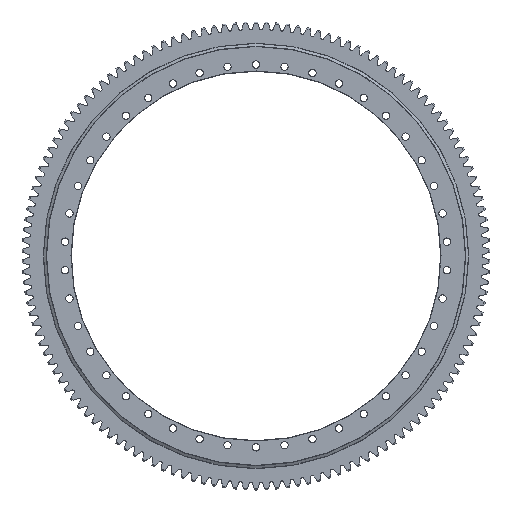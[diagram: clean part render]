
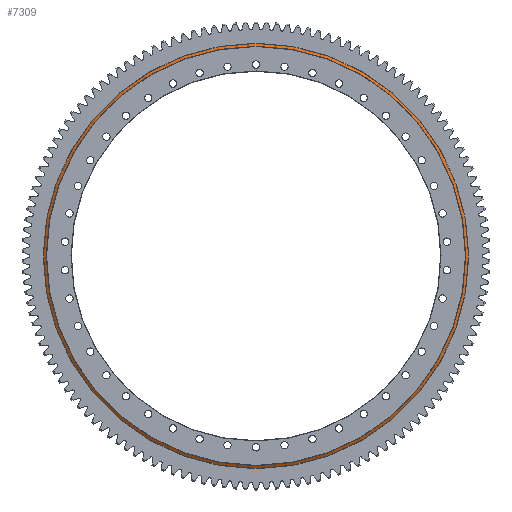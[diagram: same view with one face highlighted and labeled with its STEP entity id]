
A CAD part, top view. The second image highlights one B-rep face of the part: STEP entity #7309.
In plain terms, the highlighted conical face has half-angle 58.57 degrees and reference radius 627.5 mm.
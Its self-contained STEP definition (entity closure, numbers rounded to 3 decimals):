
#4905 = EDGE_LOOP ( 'NONE', ( #5088 ) ) ;
#5088 = ORIENTED_EDGE ( 'NONE', *, *, #23972, .T. ) ;
#7309 = ADVANCED_FACE ( 'NONE', ( #40796, #39363 ), #41510, .T. ) ;
#17292 = AXIS2_PLACEMENT_3D ( 'NONE', #24132, #38098, #33619 ) ;
#21448 = CIRCLE ( 'NONE', #46049, 635.044 ) ;
#23972 = EDGE_CURVE ( 'NONE', #47114, #47114, #45060, .T. ) ;
#24132 = CARTESIAN_POINT ( 'NONE',  ( 620.5, 2., 0. ) ) ;
#31098 = EDGE_CURVE ( 'NONE', #39941, #39941, #21448, .T. ) ;
#33619 = DIRECTION ( 'NONE',  ( 0., 0., -1. ) ) ;
#38098 = DIRECTION ( 'NONE',  ( 0., -1., 0. ) ) ;
#38513 = DIRECTION ( 'NONE',  ( 0., 0., -1. ) ) ;
#38900 = CARTESIAN_POINT ( 'NONE',  ( 620.5, -2.61, 0. ) ) ;
#39363 = FACE_BOUND ( 'NONE', #4905, .T. ) ;
#39941 = VERTEX_POINT ( 'NONE', #49217 ) ;
#40796 = FACE_OUTER_BOUND ( 'NONE', #57038, .T. ) ;
#41510 = CONICAL_SURFACE ( 'NONE', #54244, 627.5, 1.022 ) ;
#43478 = ORIENTED_EDGE ( 'NONE', *, *, #31098, .F. ) ;
#43722 = DIRECTION ( 'NONE',  ( 0., -1., 0. ) ) ;
#45060 = CIRCLE ( 'NONE', #17292, 627.5 ) ;
#46049 = AXIS2_PLACEMENT_3D ( 'NONE', #38900, #43722, #38513 ) ;
#47114 = VERTEX_POINT ( 'NONE', #54415 ) ;
#49217 = CARTESIAN_POINT ( 'NONE',  ( 620.5, -2.61, -635.044 ) ) ;
#53598 = DIRECTION ( 'NONE',  ( 0., -1., 0. ) ) ;
#53802 = CARTESIAN_POINT ( 'NONE',  ( 620.5, 2., 0. ) ) ;
#54244 = AXIS2_PLACEMENT_3D ( 'NONE', #53802, #53598, #57875 ) ;
#54415 = CARTESIAN_POINT ( 'NONE',  ( 620.5, 2., -627.5 ) ) ;
#57038 = EDGE_LOOP ( 'NONE', ( #43478 ) ) ;
#57875 = DIRECTION ( 'NONE',  ( 0., 0., -1. ) ) ;
